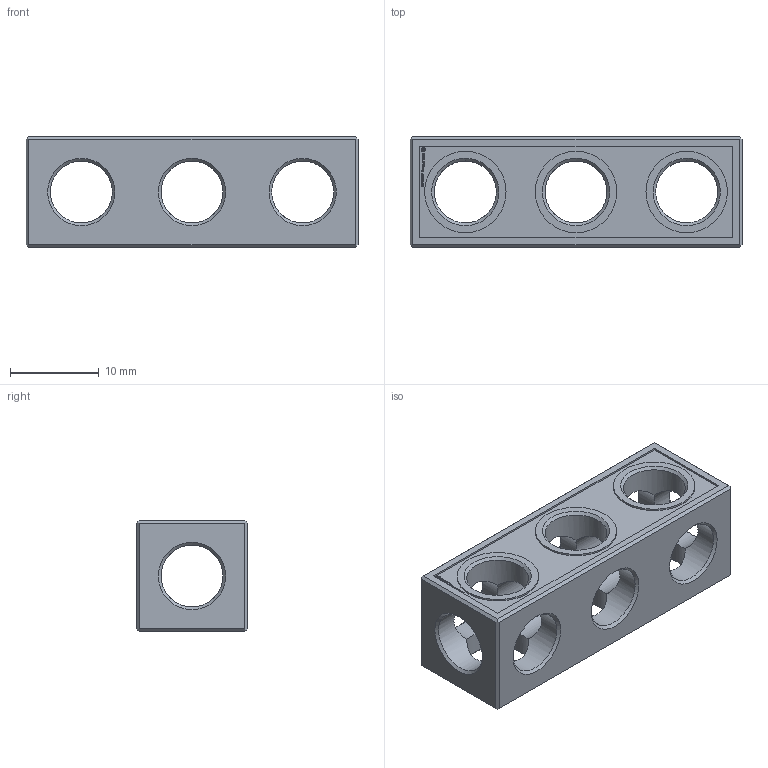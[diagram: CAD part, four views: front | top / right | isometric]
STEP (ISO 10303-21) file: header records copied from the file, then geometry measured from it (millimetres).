
FILE_DESCRIPTION(('FreeCAD Model'),'2;1');
FILE_NAME('Open CASCADE Shape Model','2021-05-23T21:58:24',( 'Paulo Kiefe'),('STEMFIE.org'),'Open CASCADE STEP processor 7.4', 'FreeCAD','Unknown');
FILE_SCHEMA(('AUTOMOTIVE_DESIGN { 1 0 10303 214 1 1 1 1 }'));
Length unit declared in the file: millimetre
Products named in the file (1): Beam_STR_ESS_BU03x01x01_-_SPN-BEM-0040_(stemfie.org)
Bounding box: 37.5 x 12.5 x 12.5 mm (x, y, z)
Volume: 2926.9 mm3; surface area: 2815.5 mm2
Topology: 1 solids, 1 shells, 478 faces, 1348 edges, 898 vertices
Faces by surface type: plane 345, extrusion 100, cylinder 19, cone 14
Full cylindrical faces by diameter (mm): 7 x16, 9.2 x3
Entity records: 38574 total; most frequent: CARTESIAN_POINT 12461, DIRECTION 4367, VECTOR 3399, LINE 3299, ORIENTED_EDGE 2696, PCURVE 2696, DEFINITIONAL_REPRESENTATION 2696, EDGE_CURVE 1348
